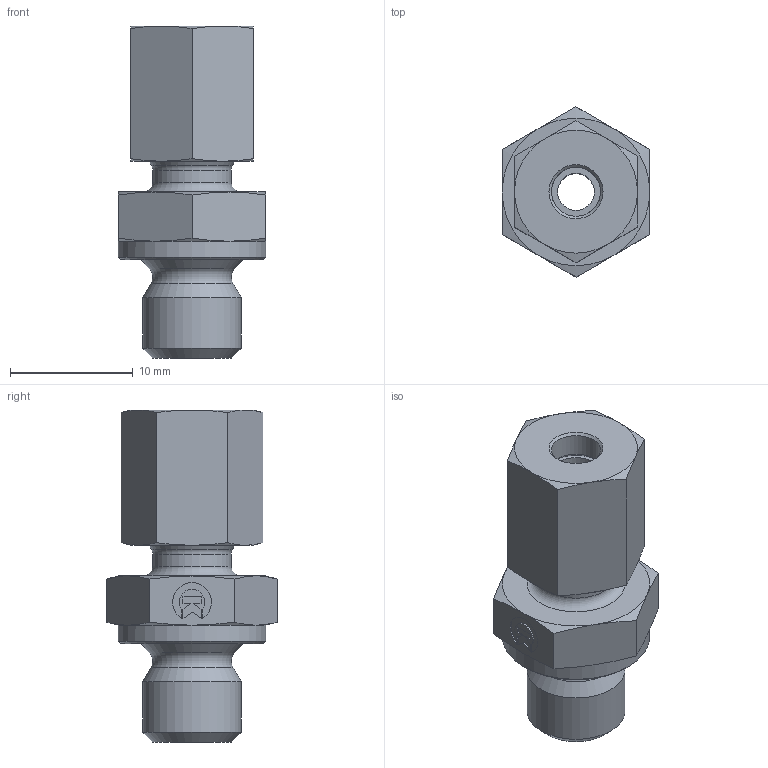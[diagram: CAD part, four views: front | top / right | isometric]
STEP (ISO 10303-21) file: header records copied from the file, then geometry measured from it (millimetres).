
FILE_DESCRIPTION((''),'2;1');
FILE_NAME('020040808.stp','2014-07-28T11:59:45',(''),('KNOMI spol. s r. o.'),'Autodesk Inventor 2012','Autodesk Inventor 2012','');
FILE_SCHEMA(('AUTOMOTIVE_DESIGN { 1 2 10303 214 0 1 1 1 }'));
Length unit declared in the file: millimetre
Products named in the file (4): PHAM1K  4LLM M 8x1/M 8x1; 010 04 0808; 40004; 3900408
Assembly tree (3 placements, depth 2):
  PHAM1K  4LLM M 8x1/M 8x1
    010 04 0808
    40004
    3900408
Bounding box: 12 x 13.86 x 27 mm (x, y, z)
Volume: 1845.3 mm3; surface area: 1943.1 mm2
Topology: 3 solids, 3 shells, 110 faces, 254 edges, 159 vertices
Faces by surface type: plane 51, cone 40, cylinder 15, torus 4
Full cylindrical faces by diameter (mm): 3 x1, 4 x3, 4.9 x1, 5.5 x1, 6.4 x1, 6.917 x1, 8 x2, 12 x1
Entity records: 3058 total; most frequent: CARTESIAN_POINT 579, DIRECTION 472, ORIENTED_EDGE 428, EDGE_CURVE 214, AXIS2_PLACEMENT_3D 187, EDGE_LOOP 154, VERTEX_POINT 148, STYLED_ITEM 113
